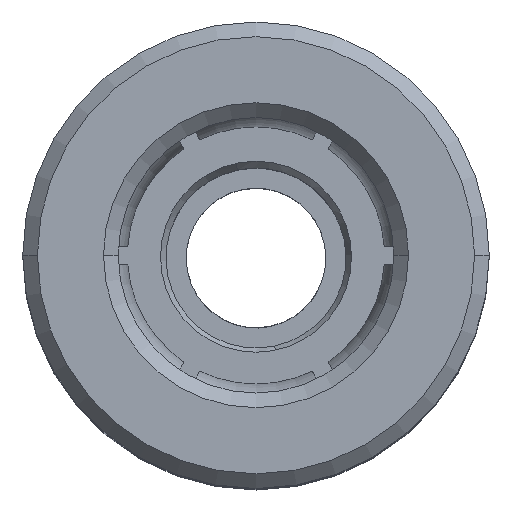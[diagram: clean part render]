
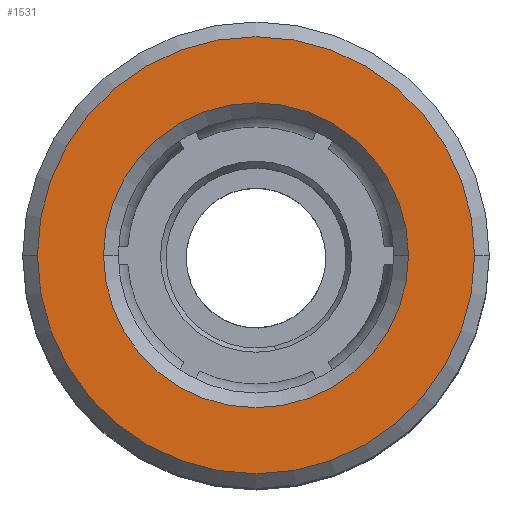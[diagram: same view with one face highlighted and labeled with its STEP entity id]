
A CAD part, top view. The second image highlights one B-rep face of the part: STEP entity #1531.
In plain terms, the highlighted planar face has unit normal (0, 0, 1).
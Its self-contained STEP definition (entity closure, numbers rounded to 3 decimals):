
#35 = CARTESIAN_POINT ( 'NONE',  ( -2.975, 0., 9.9 ) ) ;
#221 = CIRCLE ( 'NONE', #2694, 2.975 ) ;
#287 = DIRECTION ( 'NONE',  ( 1., 0., 0. ) ) ;
#311 = DIRECTION ( 'NONE',  ( 1., 0., 0. ) ) ;
#359 = EDGE_CURVE ( 'NONE', #3347, #2574, #1334, .T. ) ;
#380 = EDGE_CURVE ( 'NONE', #1211, #2302, #221, .T. ) ;
#381 = DIRECTION ( 'NONE',  ( 0., 0., -1. ) ) ;
#610 = CARTESIAN_POINT ( 'NONE',  ( -2.075, 0., 9.9 ) ) ;
#620 = EDGE_LOOP ( 'NONE', ( #1244, #2858 ) ) ;
#676 = CARTESIAN_POINT ( 'NONE',  ( 0., 0., 9.9 ) ) ;
#719 = AXIS2_PLACEMENT_3D ( 'NONE', #3225, #2273, #1159 ) ;
#772 = AXIS2_PLACEMENT_3D ( 'NONE', #3535, #2432, #311 ) ;
#992 = CARTESIAN_POINT ( 'NONE',  ( 2.975, 0., 9.9 ) ) ;
#1099 = PLANE ( 'NONE',  #719 ) ;
#1159 = DIRECTION ( 'NONE',  ( 1., 0., 0. ) ) ;
#1211 = VERTEX_POINT ( 'NONE', #35 ) ;
#1244 = ORIENTED_EDGE ( 'NONE', *, *, #2268, .T. ) ;
#1334 = CIRCLE ( 'NONE', #772, 2.075 ) ;
#1462 = CIRCLE ( 'NONE', #3620, 2.075 ) ;
#1480 = DIRECTION ( 'NONE',  ( 1., 0., 0. ) ) ;
#1509 = CARTESIAN_POINT ( 'NONE',  ( 2.075, 0., 9.9 ) ) ;
#1531 = ADVANCED_FACE ( 'NONE', ( #2049, #3797 ), #1099, .T. ) ;
#2049 = FACE_BOUND ( 'NONE', #620, .T. ) ;
#2118 = DIRECTION ( 'NONE',  ( 1., 0., 0. ) ) ;
#2122 = CARTESIAN_POINT ( 'NONE',  ( 0., 0., 9.9 ) ) ;
#2268 = EDGE_CURVE ( 'NONE', #2574, #3347, #1462, .T. ) ;
#2273 = DIRECTION ( 'NONE',  ( 0., 0., 1. ) ) ;
#2302 = VERTEX_POINT ( 'NONE', #992 ) ;
#2432 = DIRECTION ( 'NONE',  ( 0., 0., -1. ) ) ;
#2574 = VERTEX_POINT ( 'NONE', #1509 ) ;
#2616 = EDGE_LOOP ( 'NONE', ( #3188, #3745 ) ) ;
#2664 = DIRECTION ( 'NONE',  ( 0., 0., 1. ) ) ;
#2671 = CARTESIAN_POINT ( 'NONE',  ( 0., 0., 9.9 ) ) ;
#2694 = AXIS2_PLACEMENT_3D ( 'NONE', #2122, #2664, #287 ) ;
#2858 = ORIENTED_EDGE ( 'NONE', *, *, #359, .T. ) ;
#2981 = EDGE_CURVE ( 'NONE', #2302, #1211, #3439, .T. ) ;
#3049 = DIRECTION ( 'NONE',  ( 0., 0., 1. ) ) ;
#3129 = AXIS2_PLACEMENT_3D ( 'NONE', #676, #3049, #2118 ) ;
#3188 = ORIENTED_EDGE ( 'NONE', *, *, #380, .T. ) ;
#3225 = CARTESIAN_POINT ( 'NONE',  ( 0., 1.875, 9.9 ) ) ;
#3347 = VERTEX_POINT ( 'NONE', #610 ) ;
#3439 = CIRCLE ( 'NONE', #3129, 2.975 ) ;
#3535 = CARTESIAN_POINT ( 'NONE',  ( 0., 0., 9.9 ) ) ;
#3620 = AXIS2_PLACEMENT_3D ( 'NONE', #2671, #381, #1480 ) ;
#3745 = ORIENTED_EDGE ( 'NONE', *, *, #2981, .T. ) ;
#3797 = FACE_OUTER_BOUND ( 'NONE', #2616, .T. ) ;
